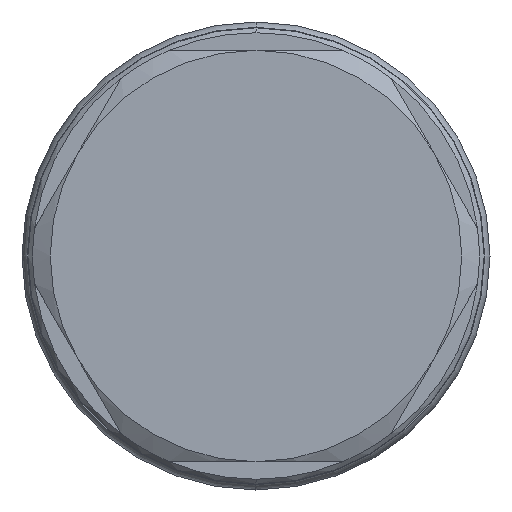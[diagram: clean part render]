
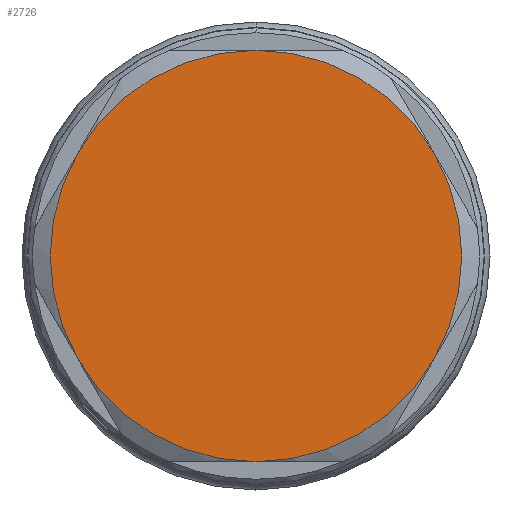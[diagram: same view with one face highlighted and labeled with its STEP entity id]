
A CAD part, left-side view. The second image highlights one B-rep face of the part: STEP entity #2726.
In plain terms, the highlighted planar face has unit normal (-1, 0, 0).
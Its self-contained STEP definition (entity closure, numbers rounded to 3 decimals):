
#122 = CARTESIAN_POINT ( 'NONE',  ( 0., -12.371, 7.142 ) ) ;
#387 = AXIS2_PLACEMENT_3D ( 'NONE', #4431, #7863, #2827 ) ;
#510 = EDGE_CURVE ( 'NONE', #5058, #9230, #6009, .T. ) ;
#573 = DIRECTION ( 'NONE',  ( 0., 0., 1. ) ) ;
#715 = CIRCLE ( 'NONE', #7650, 14.285 ) ;
#1092 = ORIENTED_EDGE ( 'NONE', *, *, #9935, .T. ) ;
#1334 = CIRCLE ( 'NONE', #2551, 14.285 ) ;
#1405 = DIRECTION ( 'NONE',  ( -1., 0., 0. ) ) ;
#1655 = CARTESIAN_POINT ( 'NONE',  ( 0., 12.371, -7.142 ) ) ;
#1794 = CARTESIAN_POINT ( 'NONE',  ( 0., 0., 0. ) ) ;
#1883 = AXIS2_PLACEMENT_3D ( 'NONE', #2891, #7978, #2939 ) ;
#1953 = CIRCLE ( 'NONE', #1883, 14.285 ) ;
#2315 = DIRECTION ( 'NONE',  ( -1., 0., 0. ) ) ;
#2551 = AXIS2_PLACEMENT_3D ( 'NONE', #1794, #9399, #9429 ) ;
#2726 = ADVANCED_FACE ( 'NONE', ( #3879 ), #10342, .F. ) ;
#2827 = DIRECTION ( 'NONE',  ( 0., 0., -1. ) ) ;
#2891 = CARTESIAN_POINT ( 'NONE',  ( 0., 0., 0. ) ) ;
#2939 = DIRECTION ( 'NONE',  ( 0., 0., 1. ) ) ;
#3189 = CIRCLE ( 'NONE', #8894, 14.285 ) ;
#3447 = VERTEX_POINT ( 'NONE', #4707 ) ;
#3879 = FACE_OUTER_BOUND ( 'NONE', #10559, .T. ) ;
#4431 = CARTESIAN_POINT ( 'NONE',  ( 0., 0., 0. ) ) ;
#4707 = CARTESIAN_POINT ( 'NONE',  ( 0., 0., -14.285 ) ) ;
#5058 = VERTEX_POINT ( 'NONE', #122 ) ;
#5083 = CARTESIAN_POINT ( 'NONE',  ( 0., 0., 14.285 ) ) ;
#5258 = EDGE_CURVE ( 'NONE', #10695, #3447, #715, .T. ) ;
#6009 = CIRCLE ( 'NONE', #8038, 14.285 ) ;
#6071 = CIRCLE ( 'NONE', #6142, 14.285 ) ;
#6142 = AXIS2_PLACEMENT_3D ( 'NONE', #10092, #9955, #10787 ) ;
#6388 = ORIENTED_EDGE ( 'NONE', *, *, #6977, .T. ) ;
#6528 = ORIENTED_EDGE ( 'NONE', *, *, #510, .T. ) ;
#6592 = EDGE_CURVE ( 'NONE', #8085, #10695, #3189, .T. ) ;
#6863 = EDGE_CURVE ( 'NONE', #10642, #5058, #6071, .T. ) ;
#6977 = EDGE_CURVE ( 'NONE', #9230, #8085, #1334, .T. ) ;
#7318 = ORIENTED_EDGE ( 'NONE', *, *, #6863, .T. ) ;
#7338 = CARTESIAN_POINT ( 'NONE',  ( 0., 0., 0. ) ) ;
#7650 = AXIS2_PLACEMENT_3D ( 'NONE', #7338, #1405, #573 ) ;
#7863 = DIRECTION ( 'NONE',  ( 1., 0., 0. ) ) ;
#7978 = DIRECTION ( 'NONE',  ( -1., 0., 0. ) ) ;
#8038 = AXIS2_PLACEMENT_3D ( 'NONE', #8199, #9962, #8155 ) ;
#8085 = VERTEX_POINT ( 'NONE', #8489 ) ;
#8155 = DIRECTION ( 'NONE',  ( 0., 0., 1. ) ) ;
#8199 = CARTESIAN_POINT ( 'NONE',  ( 0., 0., 0. ) ) ;
#8201 = CARTESIAN_POINT ( 'NONE',  ( 0., 0., 0. ) ) ;
#8489 = CARTESIAN_POINT ( 'NONE',  ( 0., 12.371, 7.143 ) ) ;
#8894 = AXIS2_PLACEMENT_3D ( 'NONE', #8201, #2315, #9157 ) ;
#9100 = CARTESIAN_POINT ( 'NONE',  ( 0., -12.371, -7.142 ) ) ;
#9157 = DIRECTION ( 'NONE',  ( 0., 0., 1. ) ) ;
#9230 = VERTEX_POINT ( 'NONE', #5083 ) ;
#9399 = DIRECTION ( 'NONE',  ( -1., 0., 0. ) ) ;
#9429 = DIRECTION ( 'NONE',  ( 0., 0., 1. ) ) ;
#9625 = ORIENTED_EDGE ( 'NONE', *, *, #5258, .T. ) ;
#9935 = EDGE_CURVE ( 'NONE', #3447, #10642, #1953, .T. ) ;
#9955 = DIRECTION ( 'NONE',  ( -1., 0., 0. ) ) ;
#9962 = DIRECTION ( 'NONE',  ( -1., 0., 0. ) ) ;
#10092 = CARTESIAN_POINT ( 'NONE',  ( 0., 0., 0. ) ) ;
#10342 = PLANE ( 'NONE',  #387 ) ;
#10559 = EDGE_LOOP ( 'NONE', ( #9625, #1092, #7318, #6528, #6388, #10573 ) ) ;
#10573 = ORIENTED_EDGE ( 'NONE', *, *, #6592, .T. ) ;
#10642 = VERTEX_POINT ( 'NONE', #9100 ) ;
#10695 = VERTEX_POINT ( 'NONE', #1655 ) ;
#10787 = DIRECTION ( 'NONE',  ( 0., 0., 1. ) ) ;
